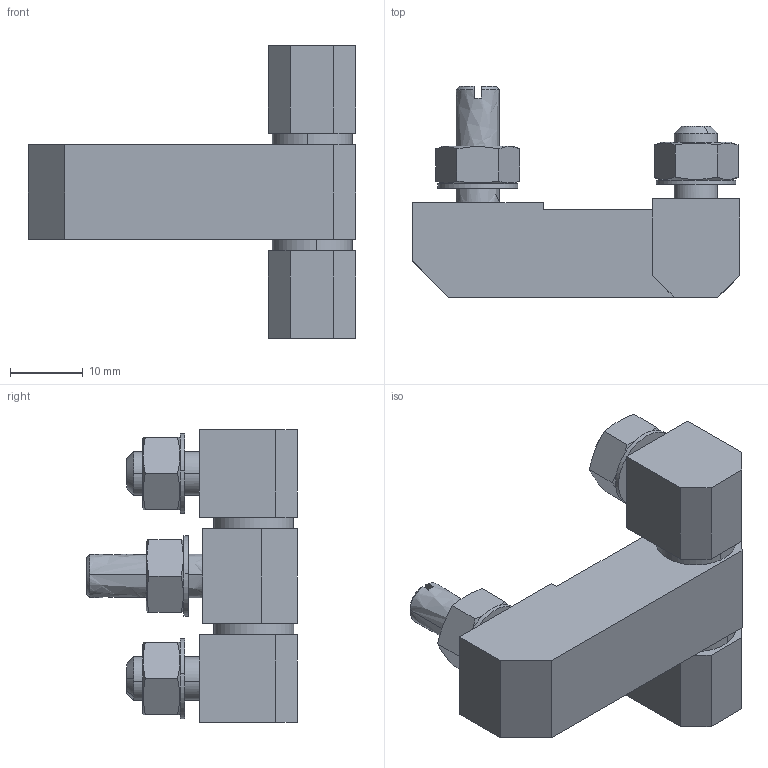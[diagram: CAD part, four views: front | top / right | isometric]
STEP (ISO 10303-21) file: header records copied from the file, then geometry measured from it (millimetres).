
FILE_DESCRIPTION((''),'2;1');
FILE_NAME('','2006-10-27T18:14:58',(''),(''),'','CADfix','');
FILE_SCHEMA(('AUTOMOTIVE_DESIGN'));
Length unit declared in the file: millimetre
Products named in the file (7): washer_B; nut; washer_A; hinge pieces_A; shaft; hinge pieces_B; TEH_1055_U3_5401_36
Assembly tree (12 placements, depth 2):
  TEH_1055_U3_5401_36
    washer_B  x3
    nut  x3
    washer_A  x2
    hinge pieces_A  x2
    shaft
    hinge pieces_B
Bounding box: 45 x 29 x 40.2 mm (x, y, z)
Volume: 12857.4 mm3; surface area: 8104 mm2
Topology: 12 solids, 12 shells, 130 faces, 397 edges, 296 vertices
Faces by surface type: bspline 130
Entity records: 2781 total; most frequent: CARTESIAN_POINT 1397, ORIENTED_EDGE 406, EDGE_CURVE 203, VERTEX_POINT 150, QUASI_UNIFORM_CURVE 85, EDGE_LOOP 79, FACE_OUTER_BOUND 68, ADVANCED_FACE 68
